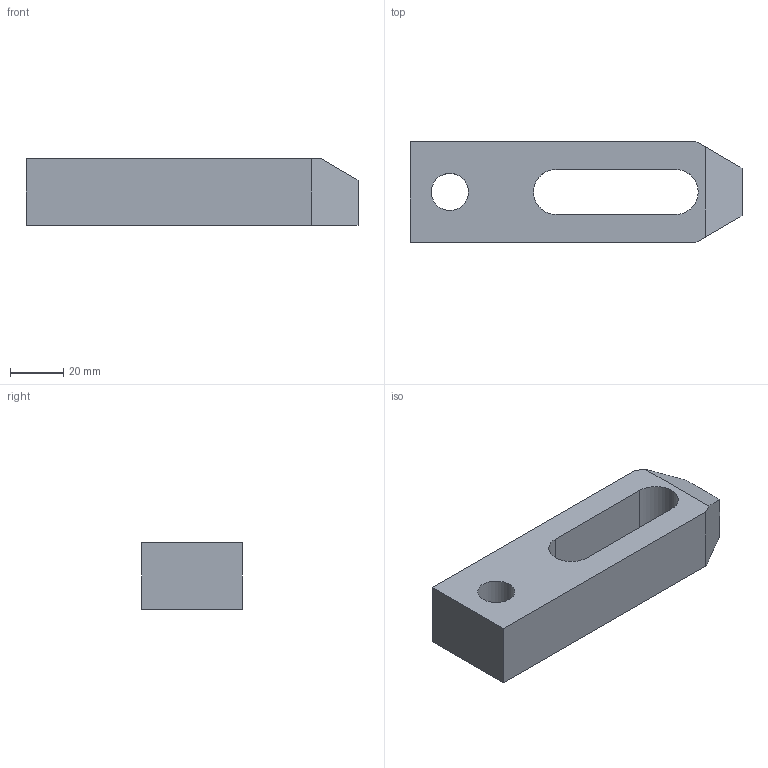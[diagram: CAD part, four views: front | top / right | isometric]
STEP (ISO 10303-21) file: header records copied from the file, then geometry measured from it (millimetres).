
FILE_DESCRIPTION( ( 'Unknown' ), '1' );
FILE_NAME( 'CP06-16125.stp', 'Unknown', ( 'Unknown' ), ( 'Unknown' ), 'XStep 1.0', 'Unknown', ' ' );
FILE_SCHEMA( ( 'CONFIG_CONTROL_DESIGN' ) );
Length unit declared in the file: millimetre
Products named in the file (1): 1
Bounding box: 125 x 38 x 25 mm (x, y, z)
Volume: 84478.7 mm3; surface area: 19114.2 mm2
Topology: 1 solids, 1 shells, 14 faces, 37 edges, 25 vertices
Faces by surface type: plane 11, cylinder 3
Full cylindrical faces by diameter (mm): 14 x1
Entity records: 473 total; most frequent: CARTESIAN_POINT 74, DIRECTION 71, ORIENTED_EDGE 70, EDGE_CURVE 35, LINE 29, VECTOR 29, VERTEX_POINT 24, AXIS2_PLACEMENT_3D 21
